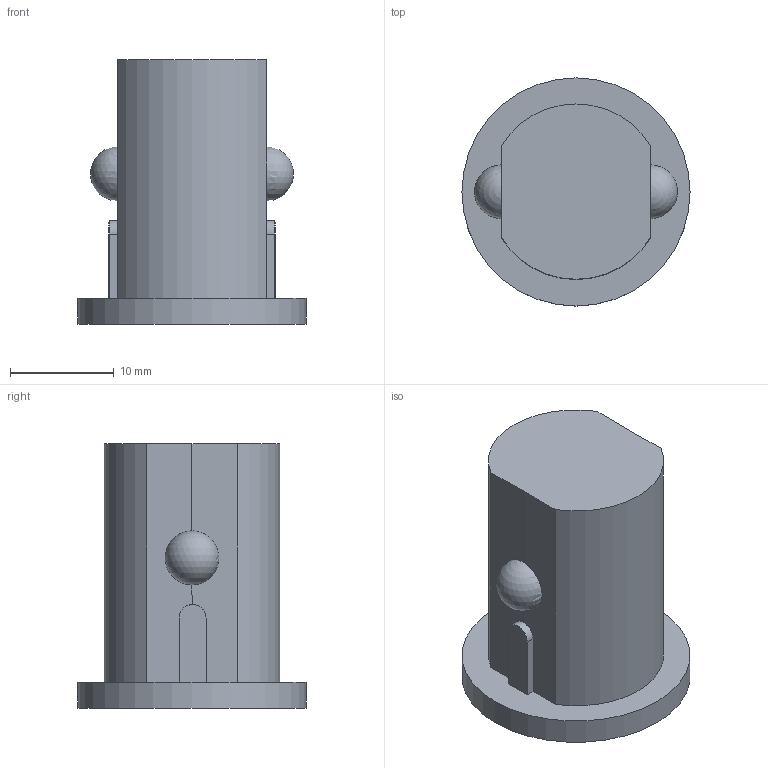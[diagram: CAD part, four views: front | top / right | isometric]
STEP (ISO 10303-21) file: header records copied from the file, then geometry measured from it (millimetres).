
FILE_DESCRIPTION(/* description */ (''),/* implementation_level */ '2;1');
FILE_NAME(/* name */ 'Theragun male v7.step',/* time_stamp */ '2024-01-12T11:02:52-05:00',/* author */ (''),/* organization */ (''),/* preprocessor_version */ 'ST-DEVELOPER v20',/* originating_system */ 'Autodesk Translation Framework v12.14.0.127',/* authorisation */ '');
FILE_SCHEMA (('AUTOMOTIVE_DESIGN { 1 0 10303 214 3 1 1 }'));
Length unit declared in the file: millimetre
Products named in the file (2): Theragun male; theragun-male
Assembly tree (1 placements, depth 2):
  Theragun male
    theragun-male
Bounding box: 22 x 22 x 25.5 mm (x, y, z)
Volume: 5874.3 mm3; surface area: 2197.7 mm2
Topology: 1 solids, 1 shells, 20 faces, 55 edges, 34 vertices
Faces by surface type: plane 13, cylinder 5, sphere 2
Full cylindrical faces by diameter (mm): 22 x1
Entity records: 664 total; most frequent: DIRECTION 113, CARTESIAN_POINT 108, ORIENTED_EDGE 102, EDGE_CURVE 51, AXIS2_PLACEMENT_3D 39, LINE 35, VECTOR 35, VERTEX_POINT 34
